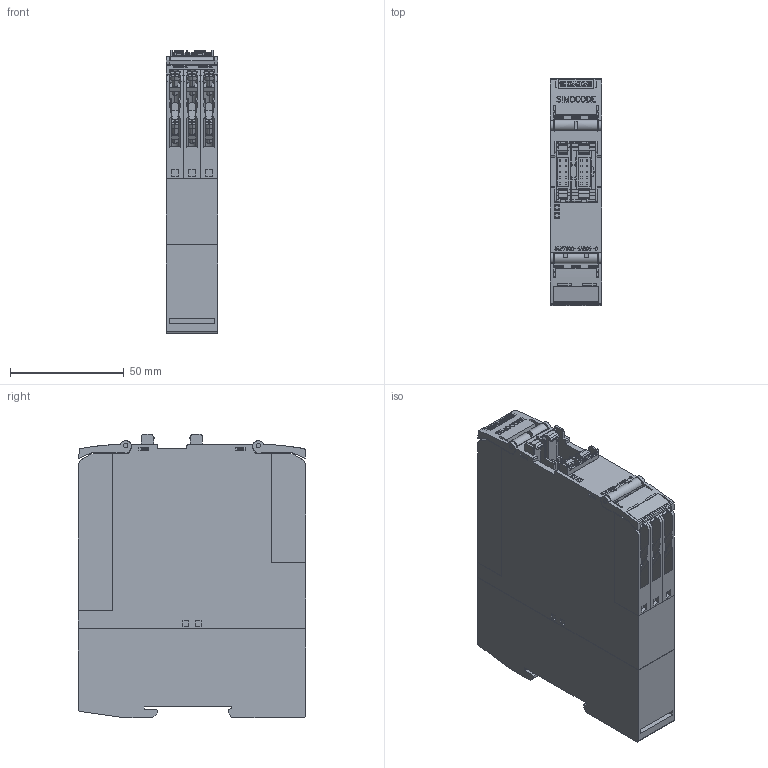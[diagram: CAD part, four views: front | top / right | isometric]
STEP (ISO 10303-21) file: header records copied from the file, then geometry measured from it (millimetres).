
FILE_DESCRIPTION(('STEP AP214'),'1');
FILE_NAME('cctmp_43B7143B-909C-49C2-BD33-C05CF65EBCC8_2023_07_21_14_48_56_0194..stp','2023-07-21T12:48:59',('SIEMENS A&D'),('CADClick - www.CADClick.com'),'Spatial InterOp 3D postprocessed',' ','unknown authorization');
FILE_SCHEMA(('AUTOMOTIVE_DESIGN'));
Length unit declared in the file: millimetre
Products named in the file (1): 2023_07_21_14_48_56_0052
Bounding box: 22.5 x 100 x 124.5 mm (x, y, z)
Volume: 243810.3 mm3; surface area: 60251.8 mm2
Topology: 1 solids, 9 shells, 2933 faces, 8353 edges, 5544 vertices
Faces by surface type: plane 2430, cylinder 483, torus 16, sphere 4
Entity records: 159511 total; most frequent: CARTESIAN_POINT 17273, STYLED_ITEM 16819, PRESENTATION_STYLE_ASSIGNMENT 16819, ORIENTED_EDGE 16682, DIRECTION 15524, EDGE_CURVE 8341, CURVE_STYLE 8341, DRAUGHTING_PRE_DEFINED_CURVE_FONT 8341
